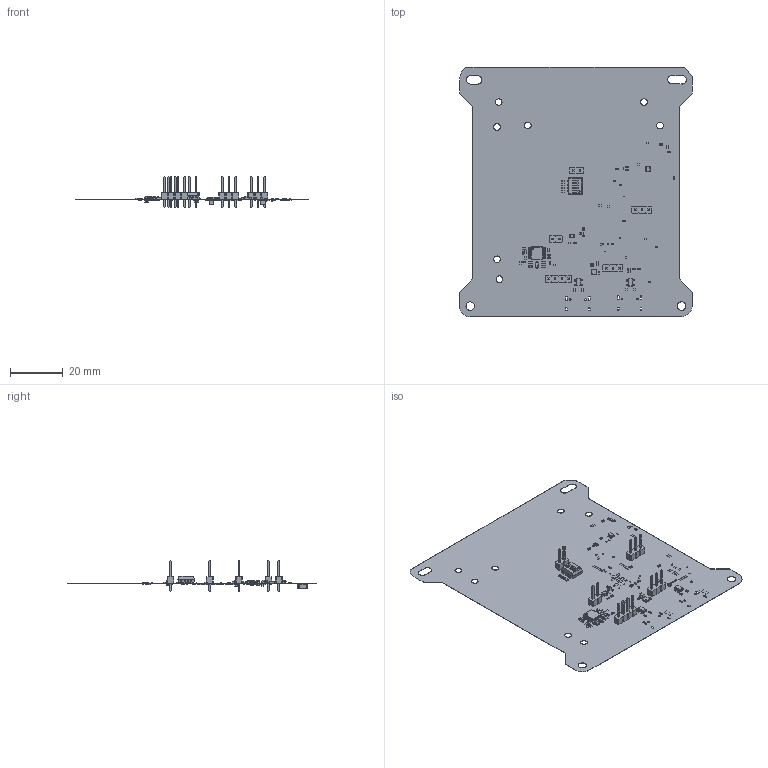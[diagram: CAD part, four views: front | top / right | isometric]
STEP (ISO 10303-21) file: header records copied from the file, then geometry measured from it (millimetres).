
FILE_DESCRIPTION(('KiCad electronic assembly'),'2;1');
FILE_NAME('RT1050.step','2025-03-31T21:06:46',('Pcbnew'),('Kicad'), 'Open CASCADE STEP processor 7.8','KiCad to STEP converter','Unknown' );
FILE_SCHEMA(('AUTOMOTIVE_DESIGN { 1 0 10303 214 1 1 1 1 }'));
Length unit declared in the file: millimetre
Products named in the file (20): RT1050 1; C_0201_0603Metric; R_0402_1005Metric; D_SOD-323; C_0603_1608Metric; C_0402_1005Metric; PinHeader_1x03_P2.54mm_Vertical; SOT-143; SOT-363_SC-70-6; C_0805_2012Metric; LED_0603_1608Metric; TSSOP-14_4.4x5mm_P0.65mm; SW_DIP_SPSTx04_Slide_Copal_CHS-04A_W5.08mm_P1.27mm_JPin; PinHeader_1x02_P2.54mm_Vertical; PinHeader_1x04_P2.54mm_Vertical; WSON-8-1EP_2x2mm_P0.5mm_EP0.9x1.6mm; L_0603_1608Metric; L_0402_1005Metric; L_1206_3216Metric; RT1050_PCB
Assembly tree (172 placements, depth 2):
  RT1050 1
    C_0201_0603Metric  x61
    R_0402_1005Metric  x67
    D_SOD-323
    C_0603_1608Metric  x7
    C_0402_1005Metric  x17
    PinHeader_1x03_P2.54mm_Vertical  x2
    SOT-143  x2
    SOT-363_SC-70-6
    C_0805_2012Metric
    LED_0603_1608Metric
    TSSOP-14_4.4x5mm_P0.65mm
    SW_DIP_SPSTx04_Slide_Copal_CHS-04A_W5.08mm_P1.27mm_JPin
    PinHeader_1x02_P2.54mm_Vertical  x2
    PinHeader_1x04_P2.54mm_Vertical
    WSON-8-1EP_2x2mm_P0.5mm_EP0.9x1.6mm
    L_0603_1608Metric
    L_0402_1005Metric  x2
    L_1206_3216Metric  x2
    RT1050_PCB
Bounding box: 88 x 94.51 x 11.54 mm (x, y, z)
Volume: 1182.9 mm3; surface area: 16436.8 mm2
Topology: 172 solids, 172 shells, 5616 faces, 14539 edges, 9471 vertices
Faces by surface type: plane 3620, cylinder 1834, bspline 162
Full cylindrical faces by diameter (mm): 0.25 x3, 0.5 x1, 0.65 x4, 1 x14, 2.5 x7, 3.2 x2
Entity records: 50222 total; most frequent: CARTESIAN_POINT 7785, ORIENTED_EDGE 6930, DIRECTION 6591, EDGE_CURVE 3465, LINE 2733, VECTOR 2733, VERTEX_POINT 2203, AXIS2_PLACEMENT_3D 1929
